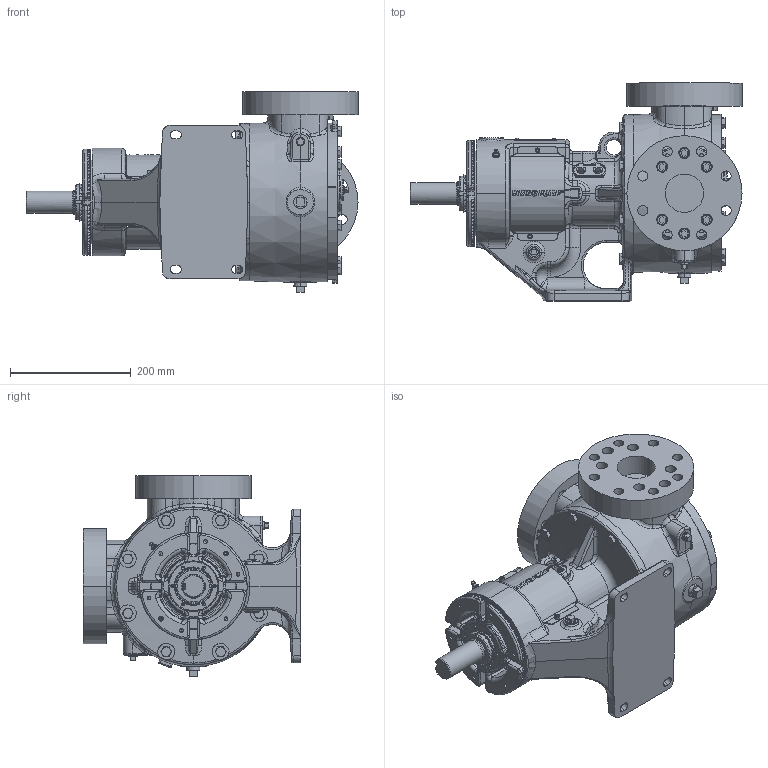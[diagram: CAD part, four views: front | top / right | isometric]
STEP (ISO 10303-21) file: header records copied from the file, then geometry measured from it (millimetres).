
FILE_DESCRIPTION (( 'STEP AP214' ), '1' );
FILE_NAME ('LV-4794.step', '2025-12-05T07:13:47', ( '' ), ( '' ), 'SwSTEP 2.0', 'SolidWorks 2024', '' );
FILE_SCHEMA (( 'AUTOMOTIVE_DESIGN' ));
Length unit declared in the file: inch
Products named in the file (1): LV-4794
Bounding box: 549.2 x 360.36 x 331.53 mm (x, y, z)
Volume: 15145234.5 mm3; surface area: 899861 mm2
Topology: 1 solids, 1 shells, 4561 faces, 11654 edges, 7285 vertices
Faces by surface type: plane 1523, bspline 1328, cylinder 943, cone 610, torus 101, sphere 56
Entity records: 202505 total; most frequent: CARTESIAN_POINT 102598, ORIENTED_EDGE 23130, DIRECTION 17194, EDGE_CURVE 11565, VERTEX_POINT 7282, AXIS2_PLACEMENT_3D 6258, EDGE_LOOP 4891, LINE 4678
